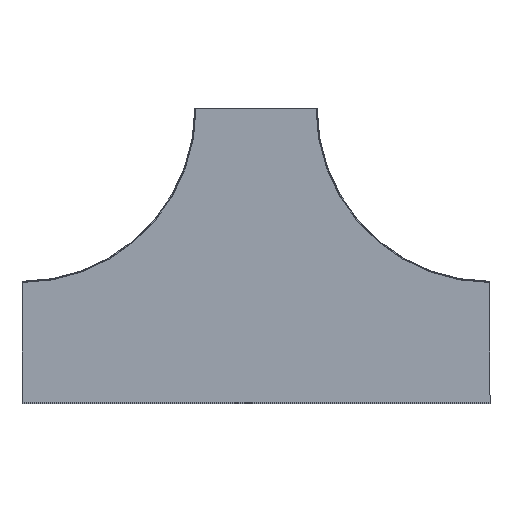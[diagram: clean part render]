
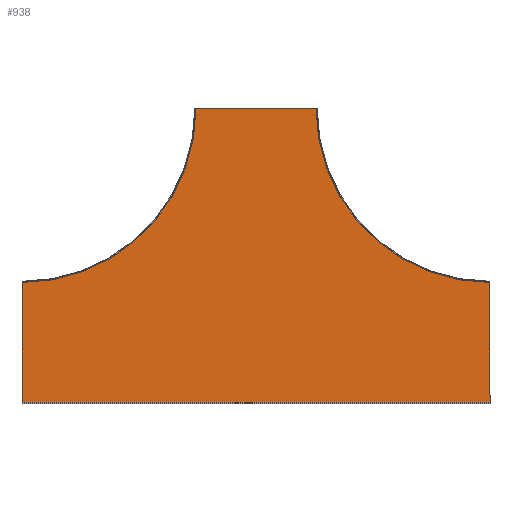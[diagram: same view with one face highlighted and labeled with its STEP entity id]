
A CAD part, front view. The second image highlights one B-rep face of the part: STEP entity #938.
In plain terms, the highlighted planar face has unit normal (0, -1, 0).
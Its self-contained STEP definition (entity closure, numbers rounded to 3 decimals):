
#16 = VECTOR ( 'NONE', #531, 1000. ) ;
#22 = ORIENTED_EDGE ( 'NONE', *, *, #1104, .F. ) ;
#42 = ORIENTED_EDGE ( 'NONE', *, *, #1153, .F. ) ;
#56 = LINE ( 'NONE', #647, #146 ) ;
#125 = AXIS2_PLACEMENT_3D ( 'NONE', #515, #510, #496 ) ;
#131 = VERTEX_POINT ( 'NONE', #410 ) ;
#133 = AXIS2_PLACEMENT_3D ( 'NONE', #553, #542, #538 ) ;
#140 = ORIENTED_EDGE ( 'NONE', *, *, #1146, .F. ) ;
#146 = VECTOR ( 'NONE', #644, 1000. ) ;
#227 = CIRCLE ( 'NONE', #125, 297.5 ) ;
#244 = LINE ( 'NONE', #753, #932 ) ;
#259 = FACE_OUTER_BOUND ( 'NONE', #421, .T. ) ;
#296 = AXIS2_PLACEMENT_3D ( 'NONE', #1061, #783, #1170 ) ;
#310 = CARTESIAN_POINT ( 'NONE',  ( -102.5, -1., 0. ) ) ;
#328 = VERTEX_POINT ( 'NONE', #564 ) ;
#347 = CARTESIAN_POINT ( 'NONE',  ( 400., -1., -297.5 ) ) ;
#410 = CARTESIAN_POINT ( 'NONE',  ( -400., -1., -502.5 ) ) ;
#421 = EDGE_LOOP ( 'NONE', ( #22, #570, #452, #940, #140, #42 ) ) ;
#452 = ORIENTED_EDGE ( 'NONE', *, *, #1137, .T. ) ;
#480 = LINE ( 'NONE', #555, #618 ) ;
#496 = DIRECTION ( 'NONE',  ( 1., 0., 0. ) ) ;
#510 = DIRECTION ( 'NONE',  ( 0., -1., 0. ) ) ;
#515 = CARTESIAN_POINT ( 'NONE',  ( -400., -1., 0. ) ) ;
#526 = CARTESIAN_POINT ( 'NONE',  ( -400., -1., -297.5 ) ) ;
#531 = DIRECTION ( 'NONE',  ( 0., 0., 1. ) ) ;
#538 = DIRECTION ( 'NONE',  ( -1., 0., 0. ) ) ;
#542 = DIRECTION ( 'NONE',  ( 0., 1., 0. ) ) ;
#553 = CARTESIAN_POINT ( 'NONE',  ( 400., -1., 0. ) ) ;
#555 = CARTESIAN_POINT ( 'NONE',  ( -102.5, -1., 0. ) ) ;
#556 = VERTEX_POINT ( 'NONE', #827 ) ;
#564 = CARTESIAN_POINT ( 'NONE',  ( 102.5, -1., 0. ) ) ;
#570 = ORIENTED_EDGE ( 'NONE', *, *, #1130, .T. ) ;
#606 = CIRCLE ( 'NONE', #133, 297.5 ) ;
#618 = VECTOR ( 'NONE', #621, 1000. ) ;
#621 = DIRECTION ( 'NONE',  ( -1., 0., 0. ) ) ;
#644 = DIRECTION ( 'NONE',  ( 0., 0., 1. ) ) ;
#647 = CARTESIAN_POINT ( 'NONE',  ( 400., -1., -297.5 ) ) ;
#733 = VERTEX_POINT ( 'NONE', #347 ) ;
#735 = DIRECTION ( 'NONE',  ( -1., 0., 0. ) ) ;
#744 = VERTEX_POINT ( 'NONE', #310 ) ;
#753 = CARTESIAN_POINT ( 'NONE',  ( 0., -1., -502.5 ) ) ;
#783 = DIRECTION ( 'NONE',  ( 0., -1., 0. ) ) ;
#827 = CARTESIAN_POINT ( 'NONE',  ( -400., -1., -297.5 ) ) ;
#875 = CARTESIAN_POINT ( 'NONE',  ( 400., -1., -502.5 ) ) ;
#929 = LINE ( 'NONE', #526, #16 ) ;
#932 = VECTOR ( 'NONE', #735, 1000. ) ;
#938 = ADVANCED_FACE ( 'NONE', ( #259 ), #1008, .T. ) ;
#940 = ORIENTED_EDGE ( 'NONE', *, *, #1142, .T. ) ;
#959 = VERTEX_POINT ( 'NONE', #875 ) ;
#1008 = PLANE ( 'NONE',  #296 ) ;
#1061 = CARTESIAN_POINT ( 'NONE',  ( -400., -1., -297.5 ) ) ;
#1104 = EDGE_CURVE ( 'NONE', #959, #131, #244, .T. ) ;
#1130 = EDGE_CURVE ( 'NONE', #959, #733, #56, .T. ) ;
#1137 = EDGE_CURVE ( 'NONE', #733, #328, #606, .T. ) ;
#1142 = EDGE_CURVE ( 'NONE', #328, #744, #480, .T. ) ;
#1146 = EDGE_CURVE ( 'NONE', #556, #744, #227, .T. ) ;
#1153 = EDGE_CURVE ( 'NONE', #131, #556, #929, .T. ) ;
#1170 = DIRECTION ( 'NONE',  ( -1., 0., 0. ) ) ;
